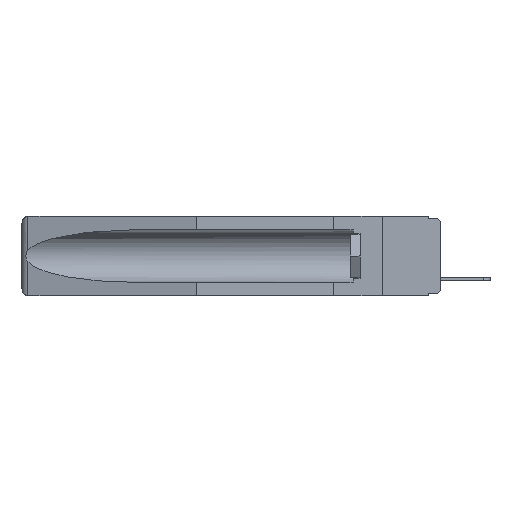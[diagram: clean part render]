
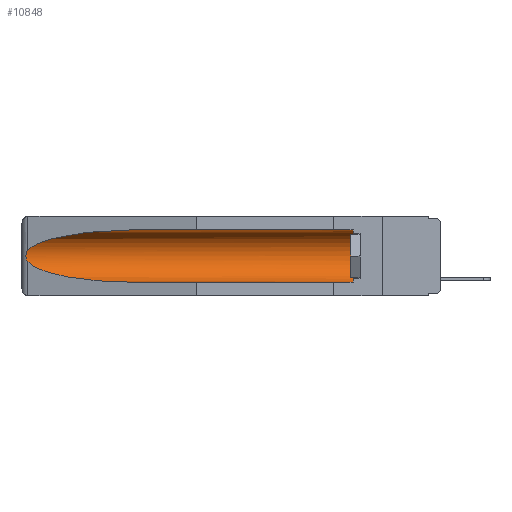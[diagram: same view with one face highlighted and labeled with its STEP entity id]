
A CAD part, left-side view. The second image highlights one B-rep face of the part: STEP entity #10848.
In plain terms, the highlighted cylindrical face has radius 2.857 mm (diameter 5.715 mm), a partial arc.
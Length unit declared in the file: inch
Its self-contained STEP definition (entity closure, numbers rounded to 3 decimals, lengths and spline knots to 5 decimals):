
#531 = VERTEX_POINT ( 'NONE', #5411 ) ;
#944 = LINE ( 'NONE', #12085, #9512 ) ;
#1920 = CARTESIAN_POINT ( 'NONE',  ( 0.155, 0.126, -0.059 ) ) ;
#2011 = DIRECTION ( 'NONE',  ( 0., 1., 0. ) ) ;
#2463 =( BOUNDED_CURVE ( )  B_SPLINE_CURVE ( 3, ( #17706, #10541, #13474, #6309 ),
 .UNSPECIFIED., .F., .T. ) 
 B_SPLINE_CURVE_WITH_KNOTS ( ( 4, 4 ),
 ( 0.1948, 1.5708 ),
 .UNSPECIFIED. ) 
 CURVE ( )  GEOMETRIC_REPRESENTATION_ITEM ( )  RATIONAL_B_SPLINE_CURVE ( ( 1., 0.848, 0.848, 1. ) ) 
 REPRESENTATION_ITEM ( '' )  );
#2554 = DIRECTION ( 'NONE',  ( 0., -1., 0. ) ) ;
#2856 = ORIENTED_EDGE ( 'NONE', *, *, #3800, .T. ) ;
#2876 = CARTESIAN_POINT ( 'NONE',  ( 0.155, 1.07973, -0.284 ) ) ;
#2934 = FACE_OUTER_BOUND ( 'NONE', #11346, .T. ) ;
#2991 = VECTOR ( 'NONE', #10777, 39.37008 ) ;
#3326 = CARTESIAN_POINT ( 'NONE',  ( 0.2675, 1.53308, -0.17534 ) ) ;
#3440 = EDGE_CURVE ( 'NONE', #8283, #4557, #944, .T. ) ;
#3449 = CARTESIAN_POINT ( 'NONE',  ( 0.26597, 1.5296, -0.19026 ) ) ;
#3584 = CARTESIAN_POINT ( 'NONE',  ( 0.155, -0.30754, -0.059 ) ) ;
#3665 = LINE ( 'NONE', #3584, #2991 ) ;
#3800 = EDGE_CURVE ( 'NONE', #8283, #5900, #18082, .T. ) ;
#4343 = VERTEX_POINT ( 'NONE', #8563 ) ;
#4557 = VERTEX_POINT ( 'NONE', #2876 ) ;
#5411 = CARTESIAN_POINT ( 'NONE',  ( 0.155, 1.07973, -0.059 ) ) ;
#5900 = VERTEX_POINT ( 'NONE', #1920 ) ;
#6241 = CARTESIAN_POINT ( 'NONE',  ( 0.26537, 1.52718, -0.14972 ) ) ;
#6289 = DIRECTION ( 'NONE',  ( 0., 1., 0. ) ) ;
#6309 = CARTESIAN_POINT ( 'NONE',  ( 0.155, 1.07973, -0.284 ) ) ;
#6362 = CARTESIAN_POINT ( 'NONE',  ( 0.26537, 1.52718, -0.19328 ) ) ;
#6431 = CARTESIAN_POINT ( 'NONE',  ( 0.26654, 1.53092, -0.15636 ) ) ;
#6540 = CYLINDRICAL_SURFACE ( 'NONE', #12767, 0.1125 ) ;
#7330 = ORIENTED_EDGE ( 'NONE', *, *, #3440, .F. ) ;
#7504 = CARTESIAN_POINT ( 'NONE',  ( 0.21114, 1.30732, -0.059 ) ) ;
#7990 = EDGE_CURVE ( 'NONE', #4343, #16072, #13888, .T. ) ;
#8283 = VERTEX_POINT ( 'NONE', #11385 ) ;
#8563 = CARTESIAN_POINT ( 'NONE',  ( 0.26537, 1.52718, -0.14972 ) ) ;
#8641 = CARTESIAN_POINT ( 'NONE',  ( 0.26537, 1.52718, -0.14972 ) ) ;
#8887 = CARTESIAN_POINT ( 'NONE',  ( 0.25451, 1.48313, -0.09465 ) ) ;
#9250 = EDGE_CURVE ( 'NONE', #16072, #4557, #2463, .T. ) ;
#9512 = VECTOR ( 'NONE', #6289, 39.37008 ) ;
#9549 = DIRECTION ( 'NONE',  ( 0., 0., 1. ) ) ;
#9680 = ORIENTED_EDGE ( 'NONE', *, *, #7990, .T. ) ;
#9946 = ORIENTED_EDGE ( 'NONE', *, *, #12738, .T. ) ;
#10161 = CARTESIAN_POINT ( 'NONE',  ( 0.155, 1.07973, -0.059 ) ) ;
#10541 = CARTESIAN_POINT ( 'NONE',  ( 0.25451, 1.48313, -0.24835 ) ) ;
#10777 = DIRECTION ( 'NONE',  ( 0., 1., 0. ) ) ;
#10848 = ADVANCED_FACE ( 'NONE', ( #2934 ), #6540, .F. ) ;
#11185 = CARTESIAN_POINT ( 'NONE',  ( 0.155, 0.126, -0.1715 ) ) ;
#11346 = EDGE_LOOP ( 'NONE', ( #9946, #9680, #11829, #7330, #2856, #12010 ) ) ;
#11385 = CARTESIAN_POINT ( 'NONE',  ( 0.155, 0.126, -0.284 ) ) ;
#11829 = ORIENTED_EDGE ( 'NONE', *, *, #9250, .T. ) ;
#12010 = ORIENTED_EDGE ( 'NONE', *, *, #14249, .T. ) ;
#12037 = DIRECTION ( 'NONE',  ( 0., 0., 1. ) ) ;
#12085 = CARTESIAN_POINT ( 'NONE',  ( 0.155, -0.30754, -0.284 ) ) ;
#12663 = CARTESIAN_POINT ( 'NONE',  ( 0.26537, 1.52718, -0.19328 ) ) ;
#12738 = EDGE_CURVE ( 'NONE', #531, #4343, #17841, .T. ) ;
#12767 = AXIS2_PLACEMENT_3D ( 'NONE', #17778, #2011, #12037 ) ;
#13474 = CARTESIAN_POINT ( 'NONE',  ( 0.21114, 1.30732, -0.284 ) ) ;
#13888 = B_SPLINE_CURVE_WITH_KNOTS ( 'NONE', 3,
 ( #6241, #15039, #6431, #16508, #14978, #3326, #16384, #16573, #3449, #6362 ),
 .UNSPECIFIED., .F., .F.,
 ( 4, 2, 2, 2, 4 ),
 ( 0., 0.00029, 0.00058, 0.00087, 0.00117 ),
 .UNSPECIFIED. ) ;
#14249 = EDGE_CURVE ( 'NONE', #5900, #531, #3665, .T. ) ;
#14978 = CARTESIAN_POINT ( 'NONE',  ( 0.2675, 1.53308, -0.16763 ) ) ;
#15039 = CARTESIAN_POINT ( 'NONE',  ( 0.26597, 1.52961, -0.15275 ) ) ;
#16072 = VERTEX_POINT ( 'NONE', #12663 ) ;
#16384 = CARTESIAN_POINT ( 'NONE',  ( 0.2673, 1.53269, -0.17917 ) ) ;
#16508 = CARTESIAN_POINT ( 'NONE',  ( 0.2673, 1.5327, -0.16383 ) ) ;
#16573 = CARTESIAN_POINT ( 'NONE',  ( 0.26655, 1.53094, -0.18657 ) ) ;
#17706 = CARTESIAN_POINT ( 'NONE',  ( 0.26537, 1.52718, -0.19328 ) ) ;
#17778 = CARTESIAN_POINT ( 'NONE',  ( 0.155, -0.30754, -0.1715 ) ) ;
#17841 =( BOUNDED_CURVE ( )  B_SPLINE_CURVE ( 3, ( #10161, #7504, #8887, #8641 ),
 .UNSPECIFIED., .F., .F. ) 
 B_SPLINE_CURVE_WITH_KNOTS ( ( 4, 4 ),
 ( 4.71239, 6.08839 ),
 .UNSPECIFIED. ) 
 CURVE ( )  GEOMETRIC_REPRESENTATION_ITEM ( )  RATIONAL_B_SPLINE_CURVE ( ( 1., 0.848, 0.848, 1. ) ) 
 REPRESENTATION_ITEM ( '' )  );
#17991 = AXIS2_PLACEMENT_3D ( 'NONE', #11185, #2554, #9549 ) ;
#18082 = CIRCLE ( 'NONE', #17991, 0.1125 ) ;
